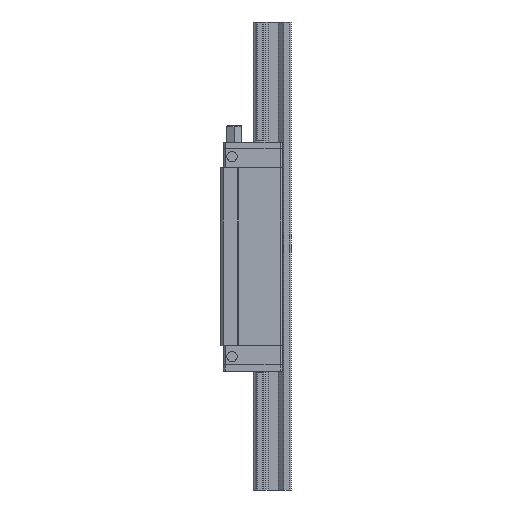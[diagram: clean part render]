
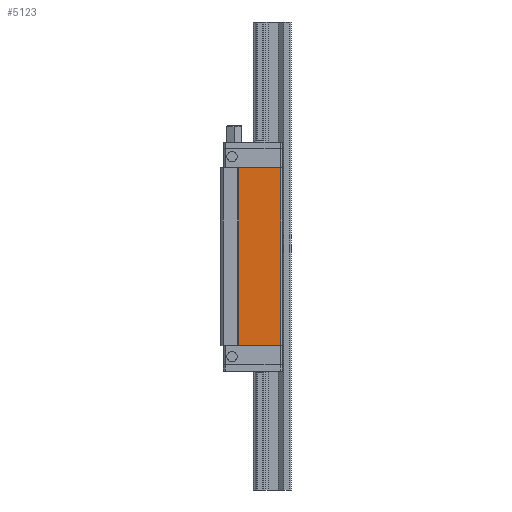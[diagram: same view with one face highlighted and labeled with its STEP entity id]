
A CAD part, left-side view. The second image highlights one B-rep face of the part: STEP entity #5123.
In plain terms, the highlighted planar face has unit normal (-1, 0, 0).
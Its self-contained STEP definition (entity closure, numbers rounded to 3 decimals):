
#675 = VERTEX_POINT ( 'NONE', #2498 ) ;
#812 = ORIENTED_EDGE ( 'NONE', *, *, #6251, .T. ) ;
#813 = EDGE_CURVE ( 'NONE', #2900, #2809, #4720, .T. ) ;
#1999 = ORIENTED_EDGE ( 'NONE', *, *, #813, .T. ) ;
#2011 = CARTESIAN_POINT ( 'NONE',  ( -16.6, 5., 0. ) ) ;
#2291 = DIRECTION ( 'NONE',  ( 0., 0., 1. ) ) ;
#2498 = CARTESIAN_POINT ( 'NONE',  ( -16.6, -9.4, 0. ) ) ;
#2809 = VERTEX_POINT ( 'NONE', #5577 ) ;
#2900 = VERTEX_POINT ( 'NONE', #7180 ) ;
#2965 = EDGE_CURVE ( 'NONE', #2900, #5883, #3873, .T. ) ;
#3081 = CARTESIAN_POINT ( 'NONE',  ( -16.6, 5., -60.8 ) ) ;
#3150 = DIRECTION ( 'NONE',  ( 0., -1., 0. ) ) ;
#3514 = DIRECTION ( 'NONE',  ( 0., -1., 0. ) ) ;
#3652 = DIRECTION ( 'NONE',  ( 0., 0., 1. ) ) ;
#3703 = LINE ( 'NONE', #4299, #4423 ) ;
#3873 = LINE ( 'NONE', #3081, #4850 ) ;
#3942 = CARTESIAN_POINT ( 'NONE',  ( -16.6, -9.4, -60.8 ) ) ;
#4299 = CARTESIAN_POINT ( 'NONE',  ( -16.6, -9.4, 0. ) ) ;
#4423 = VECTOR ( 'NONE', #3514, 1000. ) ;
#4443 = DIRECTION ( 'NONE',  ( -1., 0., 0. ) ) ;
#4565 = ORIENTED_EDGE ( 'NONE', *, *, #7450, .F. ) ;
#4668 = ORIENTED_EDGE ( 'NONE', *, *, #2965, .F. ) ;
#4720 = LINE ( 'NONE', #3942, #5013 ) ;
#4850 = VECTOR ( 'NONE', #2291, 1000. ) ;
#5013 = VECTOR ( 'NONE', #3150, 1000. ) ;
#5105 = DIRECTION ( 'NONE',  ( 0., 0., 1. ) ) ;
#5123 = ADVANCED_FACE ( 'NONE', ( #6738 ), #5988, .T. ) ;
#5216 = CARTESIAN_POINT ( 'NONE',  ( -16.6, -9.4, -60.8 ) ) ;
#5577 = CARTESIAN_POINT ( 'NONE',  ( -16.6, -9.4, -60.8 ) ) ;
#5875 = CARTESIAN_POINT ( 'NONE',  ( -16.6, -9.4, -60.8 ) ) ;
#5883 = VERTEX_POINT ( 'NONE', #2011 ) ;
#5988 = PLANE ( 'NONE',  #7339 ) ;
#6204 = EDGE_LOOP ( 'NONE', ( #4565, #4668, #1999, #812 ) ) ;
#6251 = EDGE_CURVE ( 'NONE', #2809, #675, #6656, .T. ) ;
#6656 = LINE ( 'NONE', #5875, #7356 ) ;
#6738 = FACE_OUTER_BOUND ( 'NONE', #6204, .T. ) ;
#7180 = CARTESIAN_POINT ( 'NONE',  ( -16.6, 5., -60.8 ) ) ;
#7339 = AXIS2_PLACEMENT_3D ( 'NONE', #5216, #4443, #3652 ) ;
#7356 = VECTOR ( 'NONE', #5105, 1000. ) ;
#7450 = EDGE_CURVE ( 'NONE', #5883, #675, #3703, .T. ) ;
